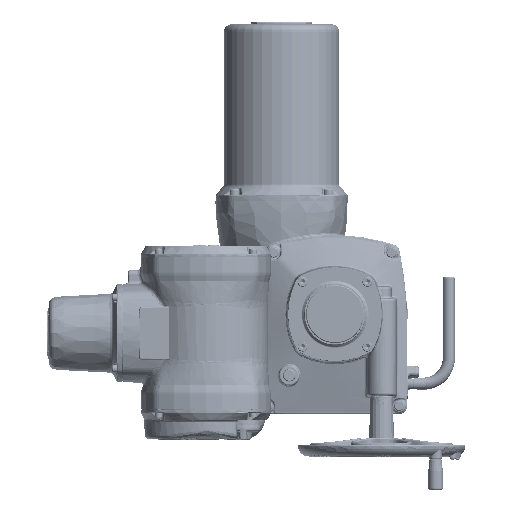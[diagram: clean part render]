
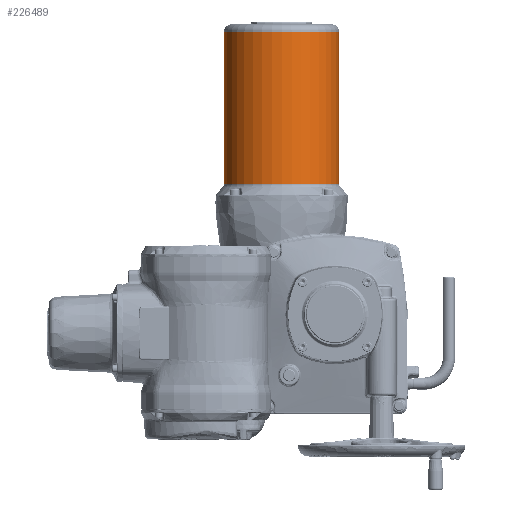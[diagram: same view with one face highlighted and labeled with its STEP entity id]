
A CAD part, top view. The second image highlights one B-rep face of the part: STEP entity #226489.
In plain terms, the highlighted cylindrical face has radius 75.5 mm (diameter 151 mm), a full revolution.
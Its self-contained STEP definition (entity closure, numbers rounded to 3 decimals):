
#8709=B_SPLINE_CURVE_WITH_KNOTS('',3,(#344463,#344464,#344465,#344466,#344467,
#344468,#344469,#344470,#344471,#344472,#344473,#344474,#344475,#344476,
#344477,#344478,#344479,#344480,#344481,#344482,#344483,#344484,#344485,
#344486,#344487,#344488,#344489,#344490,#344491,#344492,#344493,#344494,
#344495,#344496,#344497),.UNSPECIFIED.,.T.,.F.,(1,1,1,1,1,1,1,1,1,1,1,1,
1,1,1,1,1,1,1,1,1,1,1,1,1,1,1,1,1,1,1,1,1,1,1,1,1,1,1),(-0.095,
-0.064,-0.033,0.,0.03,0.061,0.092,
0.123,0.155,0.186,0.217,0.248,
0.28,0.311,0.342,0.373,
0.405,0.436,0.467,0.498,
0.53,0.561,0.592,0.623,
0.655,0.686,0.717,0.748,
0.78,0.811,0.842,0.873,
0.905,0.936,0.967,1.,1.03,1.061,
1.092),.UNSPECIFIED.);
#13908=CYLINDRICAL_SURFACE('',#237475,75.5);
#48821=ORIENTED_EDGE('',*,*,#90144,.T.);
#48822=ORIENTED_EDGE('',*,*,#90143,.T.);
#48823=ORIENTED_EDGE('',*,*,#90145,.T.);
#90143=EDGE_CURVE('',#111580,#111580,#8709,.T.);
#90144=EDGE_CURVE('',#111581,#111581,#123911,.T.);
#90145=EDGE_CURVE('',#111582,#111582,#123912,.T.);
#111580=VERTEX_POINT('',#344498);
#111581=VERTEX_POINT('',#344501);
#111582=VERTEX_POINT('',#344503);
#123911=CIRCLE('',#237476,75.5);
#123912=CIRCLE('',#237477,75.5);
#129475=EDGE_LOOP('',(#48821));
#129476=EDGE_LOOP('',(#48822));
#129477=EDGE_LOOP('',(#48823));
#140690=FACE_BOUND('',#129475,.T.);
#140691=FACE_BOUND('',#129476,.T.);
#140692=FACE_BOUND('',#129477,.T.);
#226489=ADVANCED_FACE('',(#140690,#140691,#140692),#13908,.T.);
#237475=AXIS2_PLACEMENT_3D('',#344499,#255655,#255656);
#237476=AXIS2_PLACEMENT_3D('',#344500,#255657,#255658);
#237477=AXIS2_PLACEMENT_3D('',#344502,#255659,#255660);
#255655=DIRECTION('',(0.,1.,0.));
#255656=DIRECTION('',(-1.,0.,0.));
#255657=DIRECTION('',(0.,-1.,0.));
#255658=DIRECTION('',(1.,0.,0.));
#255659=DIRECTION('',(0.,1.,0.));
#255660=DIRECTION('',(-1.,0.,0.));
#344463=CARTESIAN_POINT('',(-53.994,256.519,3.214));
#344464=CARTESIAN_POINT('',(-53.305,259.873,3.369));
#344465=CARTESIAN_POINT('',(-53.238,263.299,3.384));
#344466=CARTESIAN_POINT('',(-53.752,266.593,3.268));
#344467=CARTESIAN_POINT('',(-54.88,269.8,3.025));
#344468=CARTESIAN_POINT('',(-56.574,272.753,2.695));
#344469=CARTESIAN_POINT('',(-58.774,275.301,2.325));
#344470=CARTESIAN_POINT('',(-61.47,277.397,1.965));
#344471=CARTESIAN_POINT('',(-64.496,278.884,1.678));
#344472=CARTESIAN_POINT('',(-67.816,279.719,1.506));
#344473=CARTESIAN_POINT('',(-71.215,279.821,1.484));
#344474=CARTESIAN_POINT('',(-74.563,279.2,1.614));
#344475=CARTESIAN_POINT('',(-77.714,277.876,1.875));
#344476=CARTESIAN_POINT('',(-80.492,275.961,2.217));
#344477=CARTESIAN_POINT('',(-82.854,273.515,2.592));
#344478=CARTESIAN_POINT('',(-84.698,270.675,2.939));
#344479=CARTESIAN_POINT('',(-85.985,267.524,3.209));
#344480=CARTESIAN_POINT('',(-86.688,264.18,3.367));
#344481=CARTESIAN_POINT('',(-86.773,260.776,3.387));
#344482=CARTESIAN_POINT('',(-86.249,257.412,3.268));
#344483=CARTESIAN_POINT('',(-85.126,254.207,3.026));
#344484=CARTESIAN_POINT('',(-83.438,251.263,2.697));
#344485=CARTESIAN_POINT('',(-81.224,248.701,2.325));
#344486=CARTESIAN_POINT('',(-78.551,246.615,1.967));
#344487=CARTESIAN_POINT('',(-75.498,245.113,1.678));
#344488=CARTESIAN_POINT('',(-72.189,244.283,1.507));
#344489=CARTESIAN_POINT('',(-68.797,244.175,1.484));
#344490=CARTESIAN_POINT('',(-65.424,244.805,1.615));
#344491=CARTESIAN_POINT('',(-62.308,246.112,1.873));
#344492=CARTESIAN_POINT('',(-59.502,248.044,2.218));
#344493=CARTESIAN_POINT('',(-57.152,250.478,2.591));
#344494=CARTESIAN_POINT('',(-55.306,253.318,2.938));
#344495=CARTESIAN_POINT('',(-53.994,256.519,3.214));
#344496=CARTESIAN_POINT('',(-53.305,259.873,3.369));
#344497=CARTESIAN_POINT('',(-53.238,263.299,3.384));
#344498=CARTESIAN_POINT('',(-53.396,260.002,3.348));
#344499=CARTESIAN_POINT('',(-70.,102.5,77.));
#344500=CARTESIAN_POINT('',(-70.,370.,77.));
#344501=CARTESIAN_POINT('',(5.5,370.,77.));
#344502=CARTESIAN_POINT('',(-70.,170.646,77.));
#344503=CARTESIAN_POINT('',(-145.5,170.646,77.));
